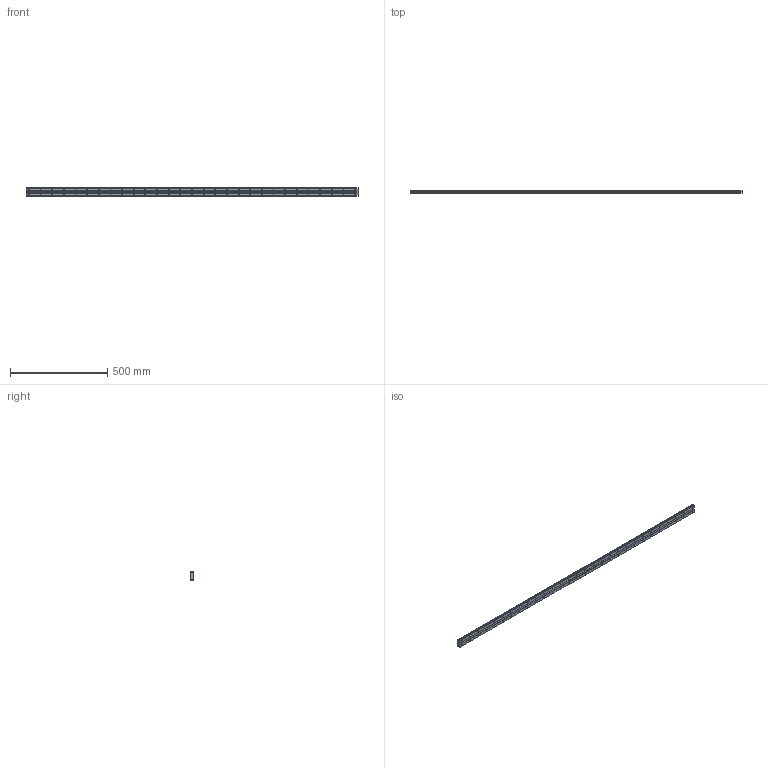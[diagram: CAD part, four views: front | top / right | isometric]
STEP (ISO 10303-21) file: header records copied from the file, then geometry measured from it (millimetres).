
FILE_DESCRIPTION (( 'STEP AP214' ), '1' );
FILE_NAME ('HRW27CA1SS-1710L_G15_0_B-M6F_818-6_0_0_0_1.STEP', '2021-07-05T12:47:37', ( '' ), ( '' ), 'SwSTEP 2.0', 'SolidWorks 2021', '' );
FILE_SCHEMA (( 'AUTOMOTIVE_DESIGN' ));
Length unit declared in the file: millimetre
Products named in the file (2): _HRW27CA171015 Track; HRW27CA1SS-1710L_G15_0_B-M6F_818-6_0_0_0_1
Assembly tree (1 placements, depth 2):
  HRW27CA1SS-1710L_G15_0_B-M6F_818-6_0_0_0_1
    _HRW27CA171015 Track
Bounding box: 1710 x 15 x 42 mm (x, y, z)
Volume: 954340.1 mm3; surface area: 214968.5 mm2
Topology: 1 solids, 1 shells, 325 faces, 795 edges, 530 vertices
Faces by surface type: cylinder 237, plane 88
Entity records: 10121 total; most frequent: DIRECTION 1927, CARTESIAN_POINT 1654, ORIENTED_EDGE 1590, AXIS2_PLACEMENT_3D 803, EDGE_CURVE 795, VERTEX_POINT 530, EDGE_LOOP 499, CIRCLE 474
